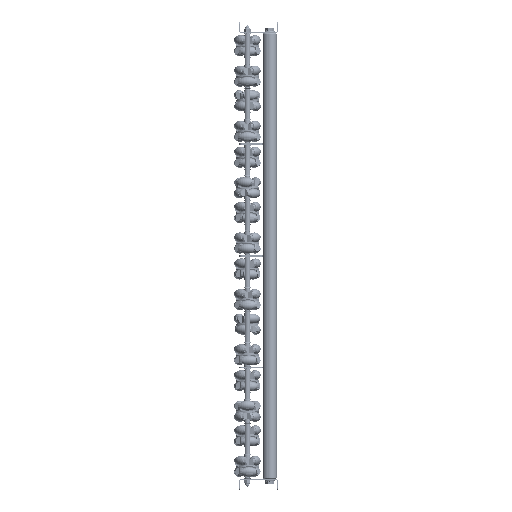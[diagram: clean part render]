
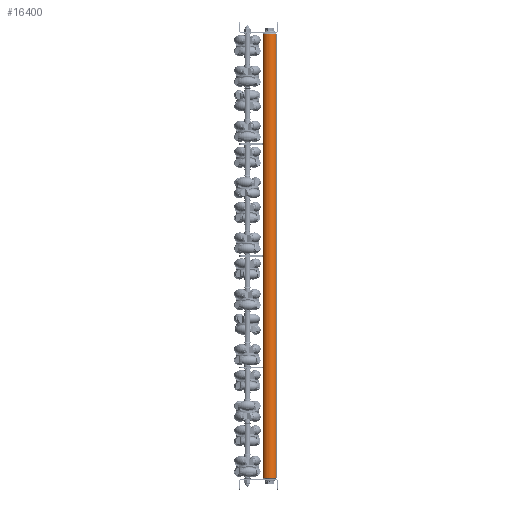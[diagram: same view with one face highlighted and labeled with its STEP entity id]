
A CAD part, left-side view. The second image highlights one B-rep face of the part: STEP entity #16400.
In plain terms, the highlighted cylindrical face has radius 12.5 mm (diameter 25 mm), a partial arc.
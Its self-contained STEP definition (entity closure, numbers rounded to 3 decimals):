
#318 = VERTEX_POINT ( 'NONE', #1667 ) ;
#1146 = FACE_OUTER_BOUND ( 'NONE', #3113, .T. ) ;
#1354 = VERTEX_POINT ( 'NONE', #23389 ) ;
#1667 = CARTESIAN_POINT ( 'NONE',  ( 799., 0., 12.5 ) ) ;
#1874 = ORIENTED_EDGE ( 'NONE', *, *, #6058, .T. ) ;
#2123 = DIRECTION ( 'NONE',  ( 1., 0., 0. ) ) ;
#2883 = DIRECTION ( 'NONE',  ( 0., 0., 1. ) ) ;
#3059 = CARTESIAN_POINT ( 'NONE',  ( 799., 0., -12.5 ) ) ;
#3113 = EDGE_LOOP ( 'NONE', ( #7285, #14684, #1874, #18156 ) ) ;
#3146 = CARTESIAN_POINT ( 'NONE',  ( 800., 0., 12.5 ) ) ;
#3273 = CARTESIAN_POINT ( 'NONE',  ( 800., 0., 0. ) ) ;
#3559 = VECTOR ( 'NONE', #15429, 1000. ) ;
#5249 = CIRCLE ( 'NONE', #5661, 12.5 ) ;
#5661 = AXIS2_PLACEMENT_3D ( 'NONE', #24810, #6847, #24669 ) ;
#6058 = EDGE_CURVE ( 'NONE', #318, #7014, #23179, .T. ) ;
#6847 = DIRECTION ( 'NONE',  ( -1., 0., 0. ) ) ;
#7014 = VERTEX_POINT ( 'NONE', #11410 ) ;
#7265 = AXIS2_PLACEMENT_3D ( 'NONE', #3273, #23276, #2883 ) ;
#7285 = ORIENTED_EDGE ( 'NONE', *, *, #17877, .F. ) ;
#8717 = CIRCLE ( 'NONE', #12064, 12.5 ) ;
#8942 = CYLINDRICAL_SURFACE ( 'NONE', #7265, 12.5 ) ;
#11265 = CARTESIAN_POINT ( 'NONE',  ( 800., 0., -12.5 ) ) ;
#11410 = CARTESIAN_POINT ( 'NONE',  ( 1., 0., 12.5 ) ) ;
#12064 = AXIS2_PLACEMENT_3D ( 'NONE', #17955, #2123, #15720 ) ;
#12836 = EDGE_CURVE ( 'NONE', #7014, #1354, #8717, .T. ) ;
#12981 = LINE ( 'NONE', #11265, #22918 ) ;
#14684 = ORIENTED_EDGE ( 'NONE', *, *, #22625, .T. ) ;
#15429 = DIRECTION ( 'NONE',  ( -1., 0., 0. ) ) ;
#15720 = DIRECTION ( 'NONE',  ( 0., 0., -1. ) ) ;
#16400 = ADVANCED_FACE ( 'NONE', ( #1146 ), #8942, .T. ) ;
#16804 = VERTEX_POINT ( 'NONE', #3059 ) ;
#17877 = EDGE_CURVE ( 'NONE', #16804, #1354, #12981, .T. ) ;
#17955 = CARTESIAN_POINT ( 'NONE',  ( 1., 0., 0. ) ) ;
#18156 = ORIENTED_EDGE ( 'NONE', *, *, #12836, .T. ) ;
#22625 = EDGE_CURVE ( 'NONE', #16804, #318, #5249, .T. ) ;
#22918 = VECTOR ( 'NONE', #25230, 1000. ) ;
#23179 = LINE ( 'NONE', #3146, #3559 ) ;
#23276 = DIRECTION ( 'NONE',  ( -1., 0., 0. ) ) ;
#23389 = CARTESIAN_POINT ( 'NONE',  ( 1., 0., -12.5 ) ) ;
#24669 = DIRECTION ( 'NONE',  ( 0., 0., -1. ) ) ;
#24810 = CARTESIAN_POINT ( 'NONE',  ( 799., 0., 0. ) ) ;
#25230 = DIRECTION ( 'NONE',  ( -1., 0., 0. ) ) ;
